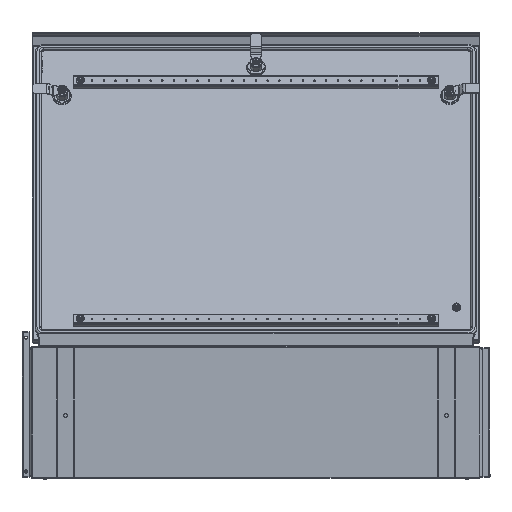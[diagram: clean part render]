
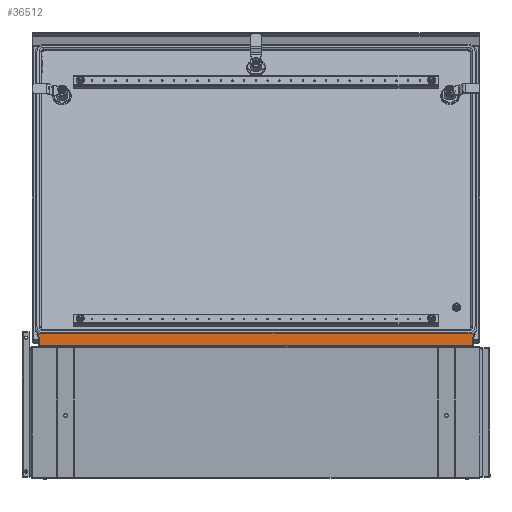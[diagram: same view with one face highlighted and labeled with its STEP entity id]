
A CAD part, left-side view. The second image highlights one B-rep face of the part: STEP entity #36512.
In plain terms, the highlighted planar face has unit normal (-1, 0, 0).
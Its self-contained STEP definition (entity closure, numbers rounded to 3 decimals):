
#969 = CARTESIAN_POINT ( 'NONE',  ( -438.083, 80.602, 245.9 ) ) ;
#1849 = ORIENTED_EDGE ( 'NONE', *, *, #27570, .F. ) ;
#2171 = CARTESIAN_POINT ( 'NONE',  ( -438.083, -665.489, 245.9 ) ) ;
#2328 = DIRECTION ( 'NONE',  ( 0., 0., -1. ) ) ;
#2610 = ORIENTED_EDGE ( 'NONE', *, *, #33253, .F. ) ;
#4206 = VERTEX_POINT ( 'NONE', #43610 ) ;
#6139 = VERTEX_POINT ( 'NONE', #7345 ) ;
#6231 = ORIENTED_EDGE ( 'NONE', *, *, #8351, .F. ) ;
#6946 = LINE ( 'NONE', #43200, #37208 ) ;
#7345 = CARTESIAN_POINT ( 'NONE',  ( -438.083, -662.844, 238.632 ) ) ;
#8351 = EDGE_CURVE ( 'NONE', #8816, #10363, #39375, .T. ) ;
#8816 = VERTEX_POINT ( 'NONE', #969 ) ;
#8945 = VECTOR ( 'NONE', #46848, 1000. ) ;
#9048 = VECTOR ( 'NONE', #46610, 1000. ) ;
#9354 = LINE ( 'NONE', #44537, #20623 ) ;
#10169 = ORIENTED_EDGE ( 'NONE', *, *, #43286, .F. ) ;
#10363 = VERTEX_POINT ( 'NONE', #2171 ) ;
#13783 = ORIENTED_EDGE ( 'NONE', *, *, #48706, .F. ) ;
#14365 = VECTOR ( 'NONE', #19667, 1000. ) ;
#16739 = VERTEX_POINT ( 'NONE', #39846 ) ;
#17512 = AXIS2_PLACEMENT_3D ( 'NONE', #36313, #25043, #2328 ) ;
#17579 = VERTEX_POINT ( 'NONE', #23439 ) ;
#17995 = DIRECTION ( 'NONE',  ( 0., 0.342, -0.94 ) ) ;
#19667 = DIRECTION ( 'NONE',  ( 0., 1., 0. ) ) ;
#20053 = CARTESIAN_POINT ( 'NONE',  ( -438.083, 77.956, 238.632 ) ) ;
#20210 = LINE ( 'NONE', #31609, #8945 ) ;
#20623 = VECTOR ( 'NONE', #17995, 1000. ) ;
#23439 = CARTESIAN_POINT ( 'NONE',  ( -438.083, 77.956, 225.5 ) ) ;
#23477 = CARTESIAN_POINT ( 'NONE',  ( -438.083, -662.844, 225.5 ) ) ;
#24436 = LINE ( 'NONE', #23477, #14365 ) ;
#25043 = DIRECTION ( 'NONE',  ( 1., 0., 0. ) ) ;
#27570 = EDGE_CURVE ( 'NONE', #4206, #17579, #24436, .T. ) ;
#28076 = LINE ( 'NONE', #20053, #9048 ) ;
#28816 = CARTESIAN_POINT ( 'NONE',  ( -438.083, -665.489, 245.9 ) ) ;
#31271 = ORIENTED_EDGE ( 'NONE', *, *, #35414, .F. ) ;
#31609 = CARTESIAN_POINT ( 'NONE',  ( -438.083, 80.602, 245.9 ) ) ;
#32389 = FACE_OUTER_BOUND ( 'NONE', #41790, .T. ) ;
#33253 = EDGE_CURVE ( 'NONE', #16739, #8816, #20210, .T. ) ;
#35414 = EDGE_CURVE ( 'NONE', #10363, #6139, #9354, .T. ) ;
#36313 = CARTESIAN_POINT ( 'NONE',  ( -438.083, 0., 0. ) ) ;
#36512 = ADVANCED_FACE ( 'NONE', ( #32389 ), #43763, .F. ) ;
#36656 = DIRECTION ( 'NONE',  ( 0., -1., 0. ) ) ;
#37208 = VECTOR ( 'NONE', #47042, 1000. ) ;
#38202 = VECTOR ( 'NONE', #36656, 1000. ) ;
#39375 = LINE ( 'NONE', #28816, #38202 ) ;
#39846 = CARTESIAN_POINT ( 'NONE',  ( -438.083, 77.956, 238.632 ) ) ;
#41790 = EDGE_LOOP ( 'NONE', ( #1849, #13783, #31271, #6231, #2610, #10169 ) ) ;
#43200 = CARTESIAN_POINT ( 'NONE',  ( -438.083, -662.844, 224.5 ) ) ;
#43286 = EDGE_CURVE ( 'NONE', #17579, #16739, #28076, .T. ) ;
#43610 = CARTESIAN_POINT ( 'NONE',  ( -438.083, -662.844, 225.5 ) ) ;
#43763 = PLANE ( 'NONE',  #17512 ) ;
#44537 = CARTESIAN_POINT ( 'NONE',  ( -438.083, -665.489, 245.9 ) ) ;
#46610 = DIRECTION ( 'NONE',  ( 0., 0., 1. ) ) ;
#46848 = DIRECTION ( 'NONE',  ( 0., 0.342, 0.94 ) ) ;
#47042 = DIRECTION ( 'NONE',  ( 0., 0., -1. ) ) ;
#48706 = EDGE_CURVE ( 'NONE', #6139, #4206, #6946, .T. ) ;
